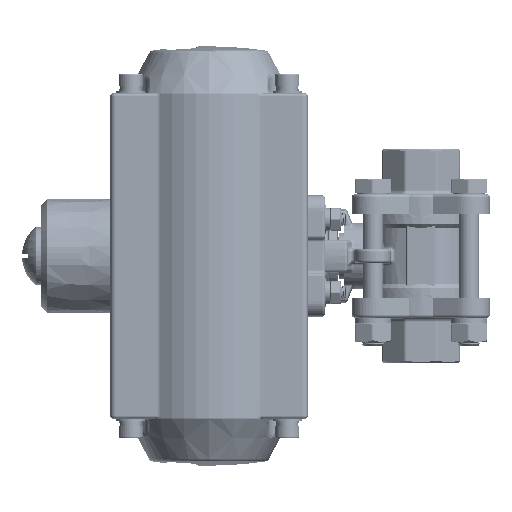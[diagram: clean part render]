
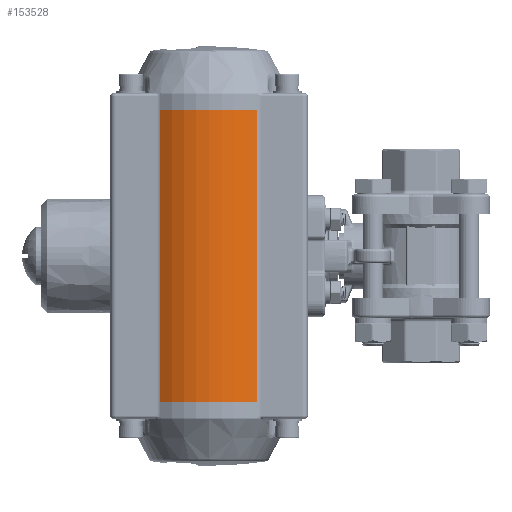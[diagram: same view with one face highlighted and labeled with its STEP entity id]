
A CAD part, left-side view. The second image highlights one B-rep face of the part: STEP entity #153528.
In plain terms, the highlighted cylindrical face has radius 29 mm (diameter 58 mm), a partial arc.
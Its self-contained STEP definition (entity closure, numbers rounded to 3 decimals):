
#7453 = EDGE_CURVE ( 'NONE', #95737, #123628, #108139, .T. ) ;
#12335 = CARTESIAN_POINT ( 'NONE',  ( 0., 73.85, -50.9 ) ) ;
#18368 = CARTESIAN_POINT ( 'NONE',  ( 0., 73.85, 50.9 ) ) ;
#19768 = ORIENTED_EDGE ( 'NONE', *, *, #262192, .T. ) ;
#29011 = CIRCLE ( 'NONE', #150663, 29. ) ;
#29217 = EDGE_CURVE ( 'NONE', #95737, #182213, #212131, .T. ) ;
#29973 = ORIENTED_EDGE ( 'NONE', *, *, #7453, .T. ) ;
#39420 = DIRECTION ( 'NONE',  ( 1., 0., 0. ) ) ;
#44485 = ORIENTED_EDGE ( 'NONE', *, *, #226363, .T. ) ;
#46237 = AXIS2_PLACEMENT_3D ( 'NONE', #12335, #264013, #244706 ) ;
#50376 = CARTESIAN_POINT ( 'NONE',  ( 0., 73.85, -50.9 ) ) ;
#52765 = CARTESIAN_POINT ( 'NONE',  ( -23.574, 90.74, 50.9 ) ) ;
#59945 = CARTESIAN_POINT ( 'NONE',  ( -23.574, 90.74, -50.9 ) ) ;
#71475 = DIRECTION ( 'NONE',  ( 1., 0., 0. ) ) ;
#75938 = CYLINDRICAL_SURFACE ( 'NONE', #46237, 29. ) ;
#76584 = CARTESIAN_POINT ( 'NONE',  ( -23.574, 56.96, 50.9 ) ) ;
#95737 = VERTEX_POINT ( 'NONE', #52765 ) ;
#106444 = DIRECTION ( 'NONE',  ( 0., 0., -1. ) ) ;
#108139 = LINE ( 'NONE', #59945, #163982 ) ;
#114063 = AXIS2_PLACEMENT_3D ( 'NONE', #18368, #165359, #39420 ) ;
#123628 = VERTEX_POINT ( 'NONE', #204133 ) ;
#132313 = VECTOR ( 'NONE', #264007, 1000. ) ;
#143157 = ORIENTED_EDGE ( 'NONE', *, *, #29217, .F. ) ;
#150663 = AXIS2_PLACEMENT_3D ( 'NONE', #50376, #197338, #71475 ) ;
#153528 = ADVANCED_FACE ( 'NONE', ( #207401 ), #75938, .T. ) ;
#163982 = VECTOR ( 'NONE', #106444, 1000. ) ;
#165359 = DIRECTION ( 'NONE',  ( 0., 0., 1. ) ) ;
#169459 = EDGE_LOOP ( 'NONE', ( #143157, #29973, #19768, #44485 ) ) ;
#182213 = VERTEX_POINT ( 'NONE', #76584 ) ;
#197338 = DIRECTION ( 'NONE',  ( 0., 0., 1. ) ) ;
#200600 = CARTESIAN_POINT ( 'NONE',  ( -23.574, 56.96, -50.9 ) ) ;
#202284 = CARTESIAN_POINT ( 'NONE',  ( -23.574, 56.96, -50.9 ) ) ;
#203440 = VERTEX_POINT ( 'NONE', #202284 ) ;
#204133 = CARTESIAN_POINT ( 'NONE',  ( -23.574, 90.74, -50.9 ) ) ;
#207401 = FACE_OUTER_BOUND ( 'NONE', #169459, .T. ) ;
#212131 = CIRCLE ( 'NONE', #114063, 29. ) ;
#214489 = LINE ( 'NONE', #200600, #132313 ) ;
#226363 = EDGE_CURVE ( 'NONE', #203440, #182213, #214489, .T. ) ;
#244706 = DIRECTION ( 'NONE',  ( 1., 0., 0. ) ) ;
#262192 = EDGE_CURVE ( 'NONE', #123628, #203440, #29011, .T. ) ;
#264007 = DIRECTION ( 'NONE',  ( 0., 0., 1. ) ) ;
#264013 = DIRECTION ( 'NONE',  ( 0., 0., 1. ) ) ;
